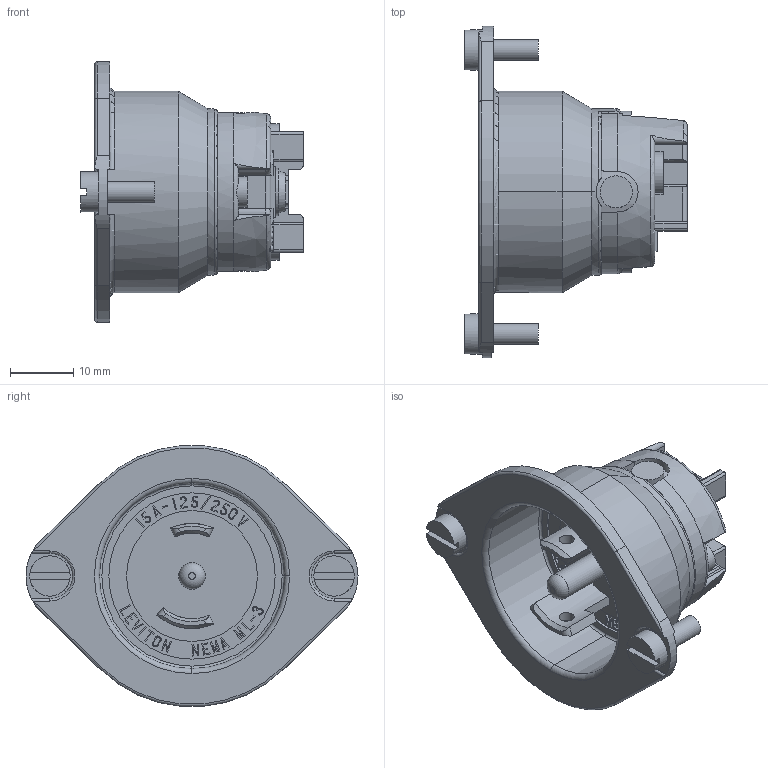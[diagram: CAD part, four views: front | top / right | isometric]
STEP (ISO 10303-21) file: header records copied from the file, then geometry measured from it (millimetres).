
FILE_DESCRIPTION (( 'STEP AP214' ), '1' );
FILE_NAME ('CATSTD-00ML3-0PB-M01.STEP', '2020-03-31T15:20:15', ( '' ), ( '' ), 'SwSTEP 2.0', 'SolidWorks 2017', '' );
FILE_SCHEMA (( 'AUTOMOTIVE_DESIGN' ));
Length unit declared in the file: inch
Products named in the file (2): CATSTD-00ML3-0PB-M01
Bounding box: 35.18 x 52.37 x 41.12 mm (x, y, z)
Volume: 12322.5 mm3; surface area: 9818.2 mm2
Topology: 2 solids, 6 shells, 777 faces, 2140 edges, 1410 vertices
Faces by surface type: plane 577, cylinder 159, torus 28, cone 13
Full cylindrical faces by diameter (mm): 2.362 x2, 3.302 x2, 4.191 x1, 4.826 x2, 5.08 x2, 6.35 x2, 7.518 x1, 20.625 x1
Entity records: 34616 total; most frequent: CARTESIAN_POINT 5525, ORIENTED_EDGE 4236, DIRECTION 3940, EDGE_CURVE 2118, LINE 1524, VECTOR 1524, VERTEX_POINT 1403, AXIS2_PLACEMENT_3D 1208
